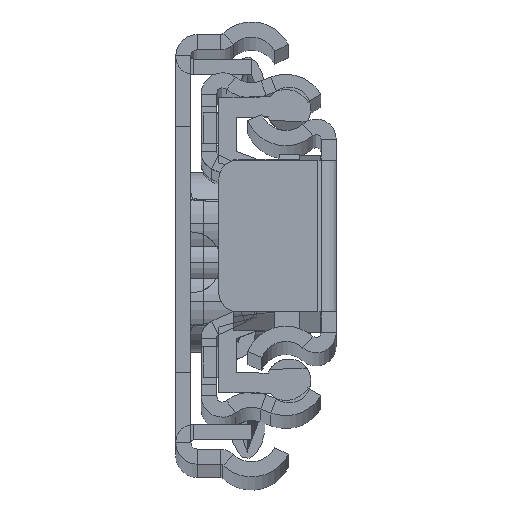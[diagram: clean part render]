
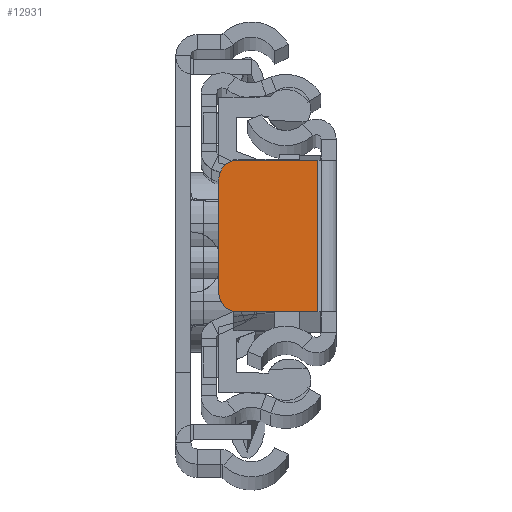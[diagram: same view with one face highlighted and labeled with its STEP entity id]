
A CAD part, top view. The second image highlights one B-rep face of the part: STEP entity #12931.
In plain terms, the highlighted planar face has unit normal (0, 0, 1).
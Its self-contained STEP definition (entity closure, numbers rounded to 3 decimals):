
#1174 = VERTEX_POINT ( 'NONE', #14827 ) ;
#1206 = EDGE_CURVE ( 'NONE', #17863, #3760, #11253, .T. ) ;
#1593 = DIRECTION ( 'NONE',  ( 0., -1., 0. ) ) ;
#2749 = DIRECTION ( 'NONE',  ( 1., 0., 0. ) ) ;
#3233 = ORIENTED_EDGE ( 'NONE', *, *, #13639, .T. ) ;
#3305 = CARTESIAN_POINT ( 'NONE',  ( -9.3, 0., 0. ) ) ;
#3760 = VERTEX_POINT ( 'NONE', #19350 ) ;
#3869 = FACE_OUTER_BOUND ( 'NONE', #19507, .T. ) ;
#3977 = DIRECTION ( 'NONE',  ( -1., 0., 0. ) ) ;
#4825 = LINE ( 'NONE', #20478, #9092 ) ;
#4896 = CARTESIAN_POINT ( 'NONE',  ( -9.3, -4.5, 0. ) ) ;
#4918 = DIRECTION ( 'NONE',  ( -1., 0., 0. ) ) ;
#5375 = EDGE_CURVE ( 'NONE', #1174, #15412, #6861, .T. ) ;
#5433 = CARTESIAN_POINT ( 'NONE',  ( 0., 0., 0. ) ) ;
#6005 = LINE ( 'NONE', #3305, #6021 ) ;
#6021 = VECTOR ( 'NONE', #19640, 1000. ) ;
#6501 = ORIENTED_EDGE ( 'NONE', *, *, #19457, .T. ) ;
#6808 = DIRECTION ( 'NONE',  ( 0., 0., 1. ) ) ;
#6861 = LINE ( 'NONE', #16724, #8291 ) ;
#7328 = DIRECTION ( 'NONE',  ( 0., 0., -1. ) ) ;
#8291 = VECTOR ( 'NONE', #10233, 1000. ) ;
#9092 = VECTOR ( 'NONE', #1593, 1000. ) ;
#9295 = VERTEX_POINT ( 'NONE', #17879 ) ;
#9455 = CARTESIAN_POINT ( 'NONE',  ( -7.8, 6., 0. ) ) ;
#10233 = DIRECTION ( 'NONE',  ( -1., 0., 0. ) ) ;
#10802 = EDGE_CURVE ( 'NONE', #1174, #3760, #4825, .T. ) ;
#11061 = CARTESIAN_POINT ( 'NONE',  ( -7.8, -6., 0. ) ) ;
#11253 = LINE ( 'NONE', #18073, #13159 ) ;
#11727 = ORIENTED_EDGE ( 'NONE', *, *, #1206, .T. ) ;
#12931 = ADVANCED_FACE ( 'NONE', ( #3869 ), #13835, .F. ) ;
#13159 = VECTOR ( 'NONE', #2749, 1000. ) ;
#13639 = EDGE_CURVE ( 'NONE', #15412, #9295, #20570, .T. ) ;
#13755 = CARTESIAN_POINT ( 'NONE',  ( -7.8, 4.5, 0. ) ) ;
#13802 = AXIS2_PLACEMENT_3D ( 'NONE', #13755, #6808, #4918 ) ;
#13835 = PLANE ( 'NONE',  #14481 ) ;
#14481 = AXIS2_PLACEMENT_3D ( 'NONE', #5433, #7328, #3977 ) ;
#14673 = DIRECTION ( 'NONE',  ( 0., 0., 1. ) ) ;
#14827 = CARTESIAN_POINT ( 'NONE',  ( -1.45, 6., 0. ) ) ;
#15412 = VERTEX_POINT ( 'NONE', #9455 ) ;
#16245 = ORIENTED_EDGE ( 'NONE', *, *, #10802, .F. ) ;
#16564 = ORIENTED_EDGE ( 'NONE', *, *, #5375, .T. ) ;
#16689 = CARTESIAN_POINT ( 'NONE',  ( -7.8, -4.5, 0. ) ) ;
#16724 = CARTESIAN_POINT ( 'NONE',  ( 0., 6., 0. ) ) ;
#17863 = VERTEX_POINT ( 'NONE', #11061 ) ;
#17879 = CARTESIAN_POINT ( 'NONE',  ( -9.3, 4.5, 0. ) ) ;
#18073 = CARTESIAN_POINT ( 'NONE',  ( 0., -6., 0. ) ) ;
#18502 = AXIS2_PLACEMENT_3D ( 'NONE', #16689, #14673, #20033 ) ;
#19350 = CARTESIAN_POINT ( 'NONE',  ( -1.45, -6., 0. ) ) ;
#19457 = EDGE_CURVE ( 'NONE', #21955, #17863, #20623, .T. ) ;
#19507 = EDGE_LOOP ( 'NONE', ( #21775, #6501, #11727, #16245, #16564, #3233 ) ) ;
#19640 = DIRECTION ( 'NONE',  ( 0., -1., 0. ) ) ;
#20033 = DIRECTION ( 'NONE',  ( -1., 0., 0. ) ) ;
#20288 = EDGE_CURVE ( 'NONE', #9295, #21955, #6005, .T. ) ;
#20478 = CARTESIAN_POINT ( 'NONE',  ( -1.45, -6., 0. ) ) ;
#20570 = CIRCLE ( 'NONE', #13802, 1.5 ) ;
#20623 = CIRCLE ( 'NONE', #18502, 1.5 ) ;
#21775 = ORIENTED_EDGE ( 'NONE', *, *, #20288, .T. ) ;
#21955 = VERTEX_POINT ( 'NONE', #4896 ) ;
